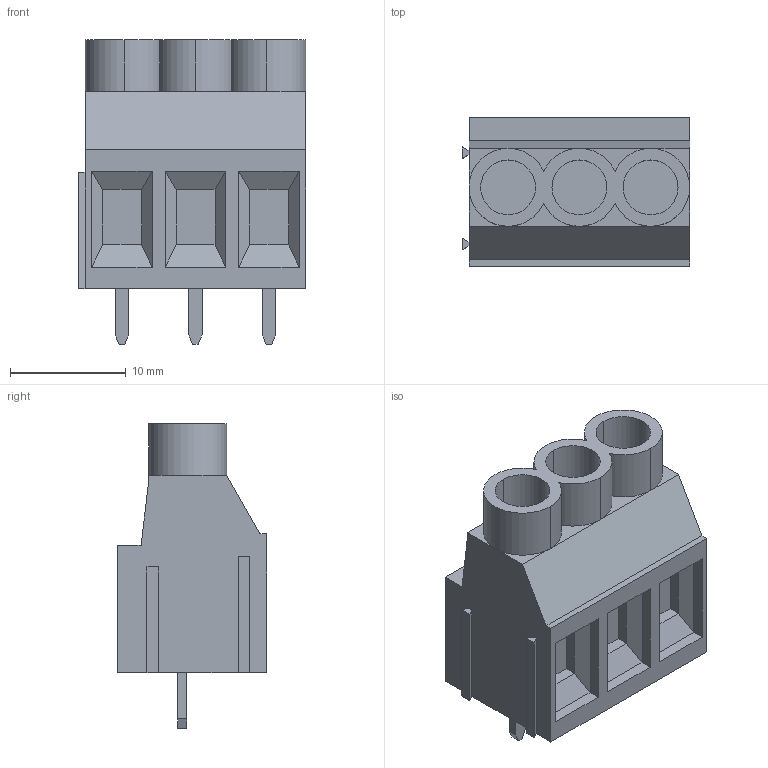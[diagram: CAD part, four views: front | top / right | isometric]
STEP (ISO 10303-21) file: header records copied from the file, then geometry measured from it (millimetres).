
FILE_DESCRIPTION(('STEP AP214'),'1');
FILE_NAME('kf635 3pin.stp','2024-07-15T20:57:54',(' '),(' '),'Spatial InterOp 3D',' ',' ');
FILE_SCHEMA(('AUTOMOTIVE_DESIGN { 1 0 10303 214 1 1 1 1 }'));
Length unit declared in the file: metre
Products named in the file (4): kf635 3pin; kf635; pin; body
Assembly tree (3 placements, depth 2):
  kf635 3pin
    kf635
    pin
    body
Bounding box: 19.63 x 12.9 x 26.3 mm (x, y, z)
Volume: 3697.2 mm3; surface area: 2203.7 mm2
Topology: 4 solids, 5 shells, 118 faces, 276 edges, 173 vertices
Faces by surface type: plane 102, cylinder 16
Entity records: 3411 total; most frequent: CARTESIAN_POINT 571, DIRECTION 555, ORIENTED_EDGE 548, EDGE_CURVE 276, LINE 241, VECTOR 241, VERTEX_POINT 173, AXIS2_PLACEMENT_3D 157
